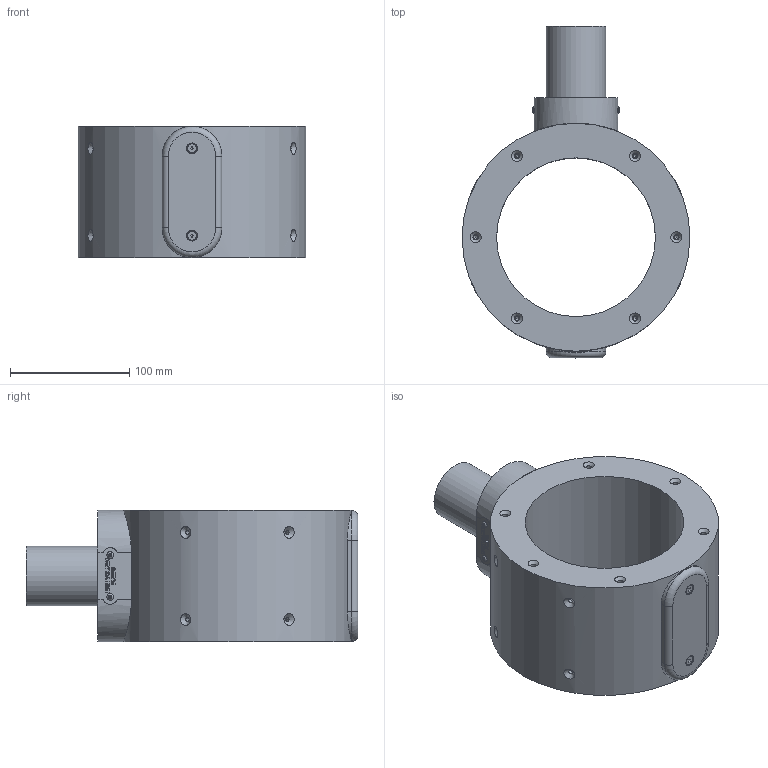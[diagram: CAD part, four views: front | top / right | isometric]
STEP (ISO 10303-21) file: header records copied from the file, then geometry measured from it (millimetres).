
FILE_DESCRIPTION (( 'STEP AP214' ), '1' );
FILE_NAME ('P-133-030-rev-D-SP.STEP', '2025-03-12T07:40:45', ( '' ), ( '' ), 'SwSTEP 2.0', 'SolidWorks 2024', '' );
FILE_SCHEMA (( 'AUTOMOTIVE_DESIGN' ));
Length unit declared in the file: millimetre
Products named in the file (1): P-133-030-rev-D-SP
Bounding box: 191 x 278 x 110.06 mm (x, y, z)
Volume: 1918320.5 mm3; surface area: 166465.5 mm2
Topology: 1 solids, 1 shells, 606 faces, 1556 edges, 1007 vertices
Faces by surface type: plane 361, bspline 122, cone 60, cylinder 57, sphere 4, torus 2
Full cylindrical faces by diameter (mm): 3.3 x20, 4.5 x12, 5.7 x4, 7.64 x2, 8.5 x6, 50 x1, 133 x1, 191 x1
Entity records: 21523 total; most frequent: CARTESIAN_POINT 7399, ORIENTED_EDGE 2804, DIRECTION 2010, EDGE_CURVE 1402, VERTEX_POINT 960, EDGE_LOOP 770, LINE 708, VECTOR 708
